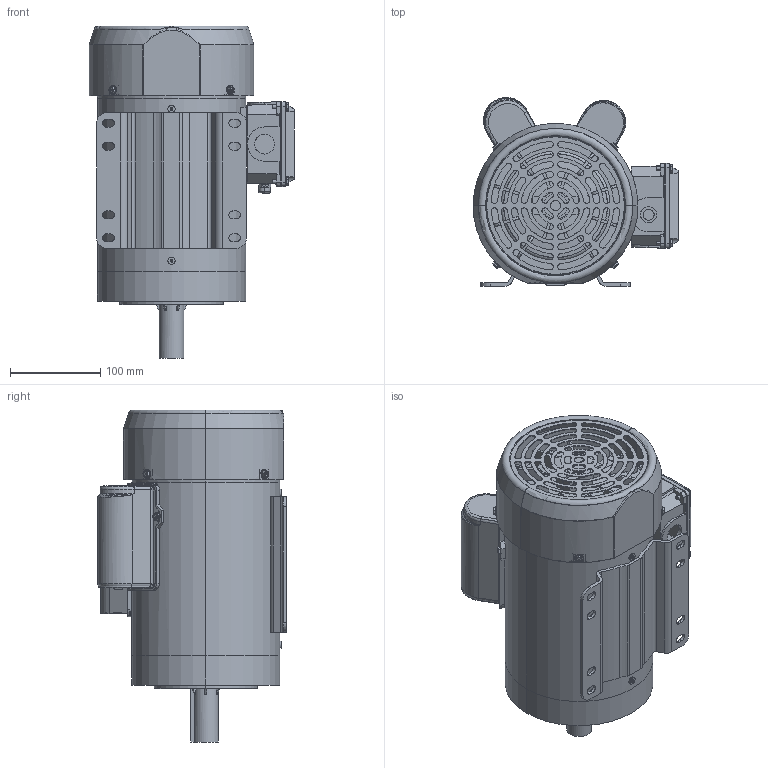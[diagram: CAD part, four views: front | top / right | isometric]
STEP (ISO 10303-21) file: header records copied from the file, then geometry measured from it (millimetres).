
FILE_DESCRIPTION (( 'STEP AP203' ), '1' );
FILE_NAME ('SLF140T（带底脚C法兰）.STEP', '2015-08-01T00:59:09', ( 'Windows 用户' ), ( 'Sky123.Org' ), 'SwSTEP 2.0', 'SolidWorks 2013', '' );
FILE_SCHEMA (( 'CONFIG_CONTROL_DESIGN' ));
Length unit declared in the file: millimetre
Products named in the file (36): NEMA56-140瑞欶; 出水孔塞; 接线盒座螺钉10-32UNC×9.5; 56猾敕綴裔; 风罩螺钉10-32UNF×6; 接线盒盖螺钉8-36UNC×14; NEMA钢板48-140T铝出线盒盖密封垫; NEMA56-140后端防尘圈; NEMA140猾敕儂褲(L=192); ﾆｽｼ魵4.76｡ﾁ4.76｡ﾁ36; NEMA56-140电容罩垫; NEMA詩啣48-140T臏堤盄碟裔; 波形垫圈D40(6203); NEMA140菁釱; NEMA140粣扥杶; NEMA56-140电容罩; 热保总成; 205粣創揤啣; NEMA140T单三相法兰端盖; SLF140T（带底脚C法兰）; NEMA48电容罩; 热保螺钉8-36UNC×25; 坶粣創揤啣10-32UNFX25; NEMA140前端防尘圈; NEMA48电容罩垫; 热保螺钉齿形垫片; NEMA56-140T出线护套(钢板机壳）; NEMA140T等眈猾敕蛌粣; 电容罩螺钉10-32UNF×6; 热保安装垫块; 堤盄碟釱砎蝶菜; 粣創6203; 80怢宒瑞珔軞傖; 锁热保螺母8-36UNC; NEMA詩啣48-140T臏堤盄碟釱; 粣創6205
Assembly tree (53 placements, depth 2):
  SLF140T（带底脚C法兰）
    NEMA140猾敕儂褲(L=192)
    NEMA140菁釱
    NEMA140T单三相法兰端盖
    NEMA140前端防尘圈
    NEMA140T等眈猾敕蛌粣
    粣創6203
    粣創6205
    56猾敕綴裔
    NEMA56-140后端防尘圈
    波形垫圈D40(6203)
    205粣創揤啣
    坶粣創揤啣10-32UNFX25  x2
    NEMA56-140T出线护套(钢板机壳）
    堤盄碟釱砎蝶菜
    NEMA詩啣48-140T臏堤盄碟釱
    接线盒座螺钉10-32UNC×9.5  x4
    NEMA钢板48-140T铝出线盒盖密封垫
    NEMA詩啣48-140T臏堤盄碟裔
    热保总成
    热保螺钉8-36UNC×25  x2
    热保螺钉齿形垫片  x2
    热保安装垫块  x2
    锁热保螺母8-36UNC  x2
    出水孔塞  x2
    接线盒盖螺钉8-36UNC×14  x4
    NEMA56-140电容罩垫
    NEMA56-140电容罩
    NEMA48电容罩
    NEMA48电容罩垫
    电容罩螺钉10-32UNF×6  x4
    80怢宒瑞珔軞傖
    NEMA56-140瑞欶
    风罩螺钉10-32UNF×6  x4
    ﾆｽｼ魵4.76｡ﾁ4.76｡ﾁ36
    NEMA140粣扥杶
Bounding box: 227.92 x 208.78 x 367.67 mm (x, y, z)
Volume: 1209436.7 mm3; surface area: 925774.6 mm2
Topology: 53 solids, 54 shells, 3174 faces, 8253 edges, 5298 vertices
Faces by surface type: plane 1336, cylinder 1144, torus 315, bspline 258, cone 107, sphere 14
Entity records: 108607 total; most frequent: CARTESIAN_POINT 38081, ORIENTED_EDGE 14126, DIRECTION 13583, EDGE_CURVE 7063, AXIS2_PLACEMENT_3D 5190, VERTEX_POINT 4537, VECTOR 3203, LINE 3203
